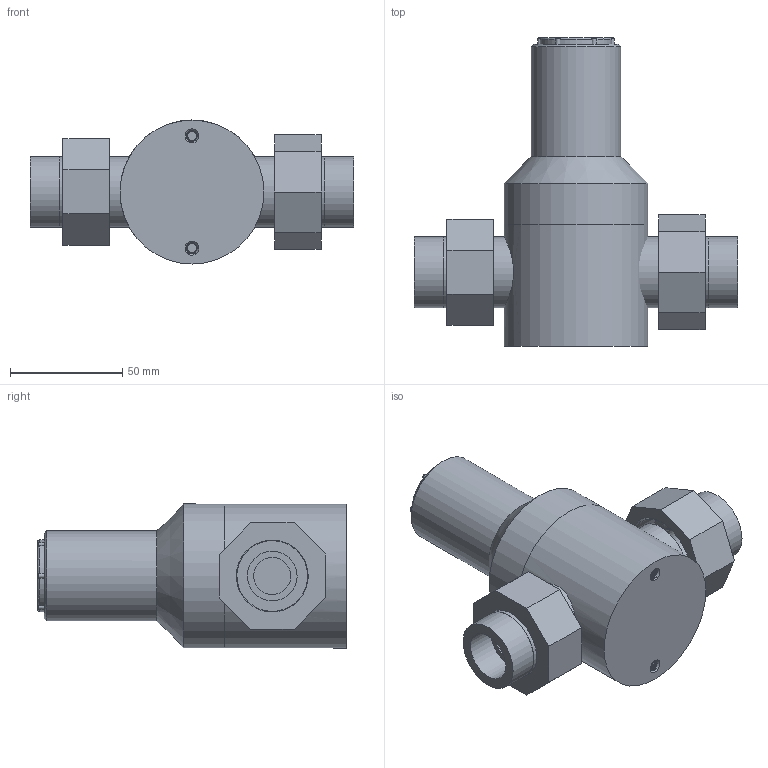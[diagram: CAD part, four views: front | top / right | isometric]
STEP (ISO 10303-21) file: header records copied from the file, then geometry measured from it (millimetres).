
FILE_DESCRIPTION (( 'STEP AP214' ), '1' );
FILE_NAME ('1-2-1102-3X.STEP', '2019-07-05T07:29:04', ( '' ), ( '' ), 'SwSTEP 2.0', 'SolidWorks 2019', '' );
FILE_SCHEMA (( 'AUTOMOTIVE_DESIGN' ));
Length unit declared in the file: millimetre
Products named in the file (16): PVC Bonnet all size; 1-2 Union stub - sw; 1-2 Union end - sw; 316 mc body 3-4; 1-2 Union nut - sw; 25mm Dust Cap; PVC Bonnet all size_25mm PVC-304; 1-2-1102-3X
Assembly tree (9 placements, depth 2):
  PVC Bonnet all size
  1-2 Union stub - sw
  1-2 Union end - sw
  1-2 Union end - sw
  316 mc body 3-4
Bounding box: 144 x 137.44 x 64.07 mm (x, y, z)
Volume: 402215.1 mm3; surface area: 73428.6 mm2
Topology: 9 solids, 9 shells, 132 faces, 272 edges, 176 vertices
Faces by surface type: plane 61, cylinder 44, cone 10, torus 9, bspline 8
Full cylindrical faces by diameter (mm): 7.5 x1, 14.5 x1, 16.535 x2, 22 x2, 22.1 x2, 25 x2, 30 x1, 31.5 x4, 31.6 x2, 31.8 x1, 32 x2, 33 x1, 34.8 x2, 35.6 x2, 39 x1, 40 x1, 45 x1, 64 x2
Entity records: 10209 total; most frequent: CARTESIAN_POINT 7901, DIRECTION 412, ORIENTED_EDGE 324, AXIS2_PLACEMENT_3D 187, EDGE_CURVE 162, EDGE_LOOP 154, FACE_OUTER_BOUND 127, VERTEX_POINT 124
